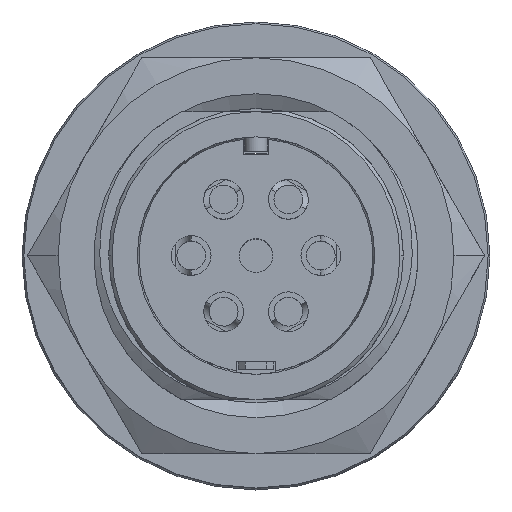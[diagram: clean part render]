
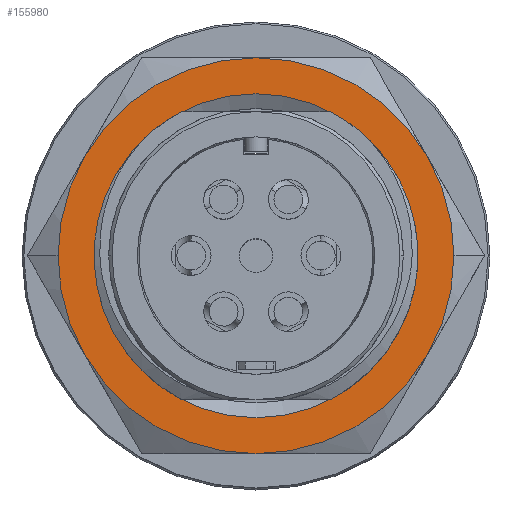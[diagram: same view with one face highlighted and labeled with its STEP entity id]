
A CAD part, top view. The second image highlights one B-rep face of the part: STEP entity #155980.
In plain terms, the highlighted planar face has unit normal (0, 0, 1).
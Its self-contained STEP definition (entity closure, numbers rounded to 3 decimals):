
#155390=CARTESIAN_POINT('',(0.829,-5.963,15.25));
#155400=DIRECTION('',(0.,0.,1.));
#155410=DIRECTION('',(1.,0.,0.));
#155420=AXIS2_PLACEMENT_3D('',#155390,#155400,#155410);
#155430=PLANE('',#155420);
#155440=CARTESIAN_POINT('',(-0.009,-0.017,
15.25));
#155450=DIRECTION('',(0.,0.,-1.));
#155460=DIRECTION('',(1.,0.,0.));
#155470=AXIS2_PLACEMENT_3D('',#155440,#155450,#155460);
#155480=CIRCLE('',#155470,5.5);
#155490=CARTESIAN_POINT('',(-4.772,2.733,15.25));
#155500=VERTEX_POINT('',#155490);
#155510=CARTESIAN_POINT('',(-0.009,5.483,15.25));
#155520=VERTEX_POINT('',#155510);
#155530=EDGE_CURVE('',#155500,#155520,#155480,.T.);
#155540=ORIENTED_EDGE('',*,*,#155530,.F.);
#155550=CARTESIAN_POINT('',(4.755,2.733,15.25));
#155560=VERTEX_POINT('',#155550);
#155570=EDGE_CURVE('',#155520,#155560,#155480,.T.);
#155580=ORIENTED_EDGE('',*,*,#155570,.F.);
#155590=CARTESIAN_POINT('',(5.491,-0.017,15.25));
#155600=VERTEX_POINT('',#155590);
#155610=EDGE_CURVE('',#155560,#155600,#155480,.T.);
#155620=ORIENTED_EDGE('',*,*,#155610,.F.);
#155630=CARTESIAN_POINT('',(4.755,-2.767,15.25));
#155640=VERTEX_POINT('',#155630);
#155650=EDGE_CURVE('',#155600,#155640,#155480,.T.);
#155660=ORIENTED_EDGE('',*,*,#155650,.F.);
#155670=CARTESIAN_POINT('',(-0.009,-5.517,15.25));
#155680=VERTEX_POINT('',#155670);
#155690=EDGE_CURVE('',#155640,#155680,#155480,.T.);
#155700=ORIENTED_EDGE('',*,*,#155690,.F.);
#155710=CARTESIAN_POINT('',(-4.772,-2.767,15.25));
#155720=VERTEX_POINT('',#155710);
#155730=EDGE_CURVE('',#155680,#155720,#155480,.T.);
#155740=ORIENTED_EDGE('',*,*,#155730,.F.);
#155750=CARTESIAN_POINT('',(-5.509,-0.017,15.25));
#155760=VERTEX_POINT('',#155750);
#155770=EDGE_CURVE('',#155720,#155760,#155480,.T.);
#155780=ORIENTED_EDGE('',*,*,#155770,.F.);
#155790=EDGE_CURVE('',#155760,#155500,#155480,.T.);
#155800=ORIENTED_EDGE('',*,*,#155790,.F.);
#155810=EDGE_LOOP('',(#155800,#155780,#155740,#155700,#155660,#155620,
#155580,#155540));
#155820=FACE_OUTER_BOUND('',#155810,.T.);
#155830=CARTESIAN_POINT('',(-0.009,-0.017,
15.25));
#155840=DIRECTION('',(0.,0.,1.));
#155850=DIRECTION('',(-1.,0.,0.));
#155860=AXIS2_PLACEMENT_3D('',#155830,#155840,#155850);
#155870=CIRCLE('',#155860,4.5);
#155880=CARTESIAN_POINT('',(4.491,-0.017,15.25));
#155890=VERTEX_POINT('',#155880);
#155900=CARTESIAN_POINT('',(-4.509,-0.017,15.25));
#155910=VERTEX_POINT('',#155900);
#155920=EDGE_CURVE('',#155890,#155910,#155870,.T.);
#155930=ORIENTED_EDGE('',*,*,#155920,.F.);
#155940=EDGE_CURVE('',#155910,#155890,#155870,.T.);
#155950=ORIENTED_EDGE('',*,*,#155940,.F.);
#155960=EDGE_LOOP('',(#155950,#155930));
#155970=FACE_BOUND('',#155960,.T.);
#155980=ADVANCED_FACE('',(#155820,#155970),#155430,.T.);
